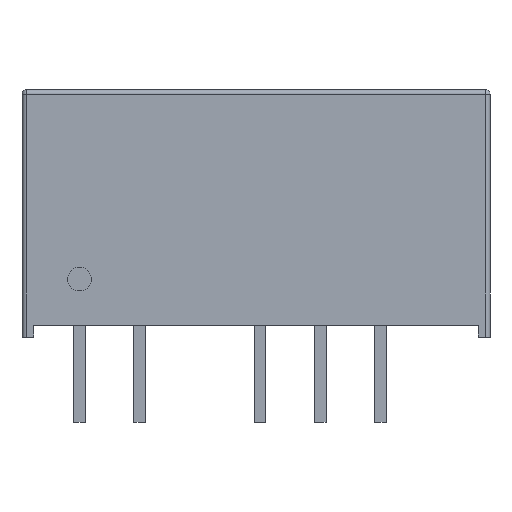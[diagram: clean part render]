
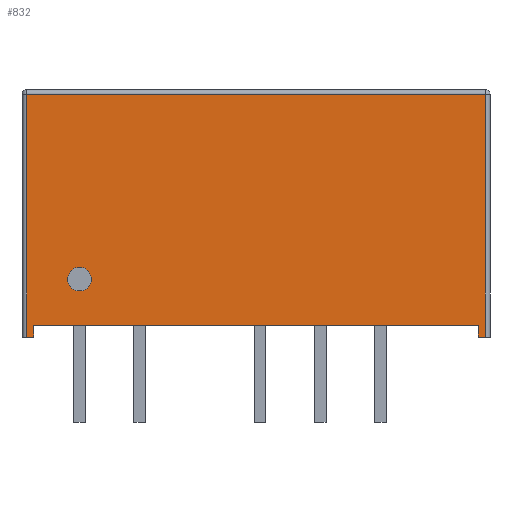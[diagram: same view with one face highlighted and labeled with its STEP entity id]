
A CAD part, front view. The second image highlights one B-rep face of the part: STEP entity #832.
In plain terms, the highlighted planar face has unit normal (0, -1, 0).
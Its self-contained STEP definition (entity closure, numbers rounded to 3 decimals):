
#31=FACE_BOUND('',#341,.T.);
#34=PLANE('',#913);
#78=LINE('',#1223,#170);
#81=LINE('',#1248,#173);
#84=LINE('',#1252,#176);
#93=LINE('',#1277,#185);
#94=LINE('',#1279,#186);
#95=LINE('',#1281,#187);
#96=LINE('',#1283,#188);
#97=LINE('',#1284,#189);
#170=VECTOR('',#977,10.25);
#173=VECTOR('',#1004,10.25);
#176=VECTOR('',#1009,19.35);
#185=VECTOR('',#1038,0.3);
#186=VECTOR('',#1039,0.5);
#187=VECTOR('',#1040,18.75);
#188=VECTOR('',#1041,0.5);
#189=VECTOR('',#1042,0.3);
#283=FACE_OUTER_BOUND('',#340,.T.);
#340=EDGE_LOOP('',(#636,#637,#638,#639,#640,#641,#642,#643));
#341=EDGE_LOOP('',(#644));
#404=CIRCLE('',#914,0.5);
#408=VERTEX_POINT('',#1212);
#411=VERTEX_POINT('',#1219);
#420=VERTEX_POINT('',#1241);
#422=VERTEX_POINT('',#1246);
#428=VERTEX_POINT('',#1276);
#429=VERTEX_POINT('',#1278);
#430=VERTEX_POINT('',#1280);
#431=VERTEX_POINT('',#1282);
#432=VERTEX_POINT('',#1285);
#485=EDGE_CURVE('',#408,#411,#78,.T.);
#496=EDGE_CURVE('',#422,#420,#81,.T.);
#499=EDGE_CURVE('',#420,#408,#84,.T.);
#512=EDGE_CURVE('',#428,#422,#93,.T.);
#513=EDGE_CURVE('',#429,#428,#94,.T.);
#514=EDGE_CURVE('',#430,#429,#95,.T.);
#515=EDGE_CURVE('',#430,#431,#96,.T.);
#516=EDGE_CURVE('',#411,#431,#97,.T.);
#517=EDGE_CURVE('',#432,#432,#404,.T.);
#636=ORIENTED_EDGE('',*,*,#485,.F.);
#637=ORIENTED_EDGE('',*,*,#499,.F.);
#638=ORIENTED_EDGE('',*,*,#496,.F.);
#639=ORIENTED_EDGE('',*,*,#512,.F.);
#640=ORIENTED_EDGE('',*,*,#513,.F.);
#641=ORIENTED_EDGE('',*,*,#514,.F.);
#642=ORIENTED_EDGE('',*,*,#515,.T.);
#643=ORIENTED_EDGE('',*,*,#516,.F.);
#644=ORIENTED_EDGE('',*,*,#517,.T.);
#832=ADVANCED_FACE('',(#283,#31),#34,.T.);
#913=AXIS2_PLACEMENT_3D('',#1275,#1036,#1037);
#914=AXIS2_PLACEMENT_3D('',#1286,#1043,#1044);
#977=DIRECTION('',(0.,0.,-1.));
#1004=DIRECTION('',(0.,0.,1.));
#1009=DIRECTION('',(1.,0.,0.));
#1036=DIRECTION('center_axis',(0.,-1.,0.));
#1037=DIRECTION('ref_axis',(1.,0.,0.));
#1038=DIRECTION('',(-1.,0.,0.));
#1039=DIRECTION('',(0.,0.,-1.));
#1040=DIRECTION('',(-1.,0.,0.));
#1041=DIRECTION('',(0.,0.,-1.));
#1042=DIRECTION('',(-1.,0.,0.));
#1043=DIRECTION('center_axis',(0.,1.,0.));
#1044=DIRECTION('ref_axis',(1.,0.,0.));
#1212=CARTESIAN_POINT('',(9.675,-3.875,10.25));
#1219=CARTESIAN_POINT('',(9.675,-3.875,0.));
#1223=CARTESIAN_POINT('',(9.675,-3.875,0.5));
#1241=CARTESIAN_POINT('',(-9.675,-3.875,10.25));
#1246=CARTESIAN_POINT('',(-9.675,-3.875,0.));
#1248=CARTESIAN_POINT('',(-9.675,-3.875,0.5));
#1252=CARTESIAN_POINT('',(-4.938,-3.875,10.25));
#1275=CARTESIAN_POINT('Origin',(-9.875,-3.875,0.5));
#1276=CARTESIAN_POINT('',(-9.375,-3.875,0.));
#1277=CARTESIAN_POINT('',(-9.375,-3.875,0.));
#1278=CARTESIAN_POINT('',(-9.375,-3.875,0.5));
#1279=CARTESIAN_POINT('',(-9.375,-3.875,0.5));
#1280=CARTESIAN_POINT('',(9.375,-3.875,0.5));
#1281=CARTESIAN_POINT('',(9.875,-3.875,0.5));
#1282=CARTESIAN_POINT('',(9.375,-3.875,0.));
#1283=CARTESIAN_POINT('',(9.375,-3.875,0.5));
#1284=CARTESIAN_POINT('',(9.875,-3.875,0.));
#1285=CARTESIAN_POINT('',(-7.95,-3.875,2.45));
#1286=CARTESIAN_POINT('Origin',(-7.45,-3.875,2.45));
